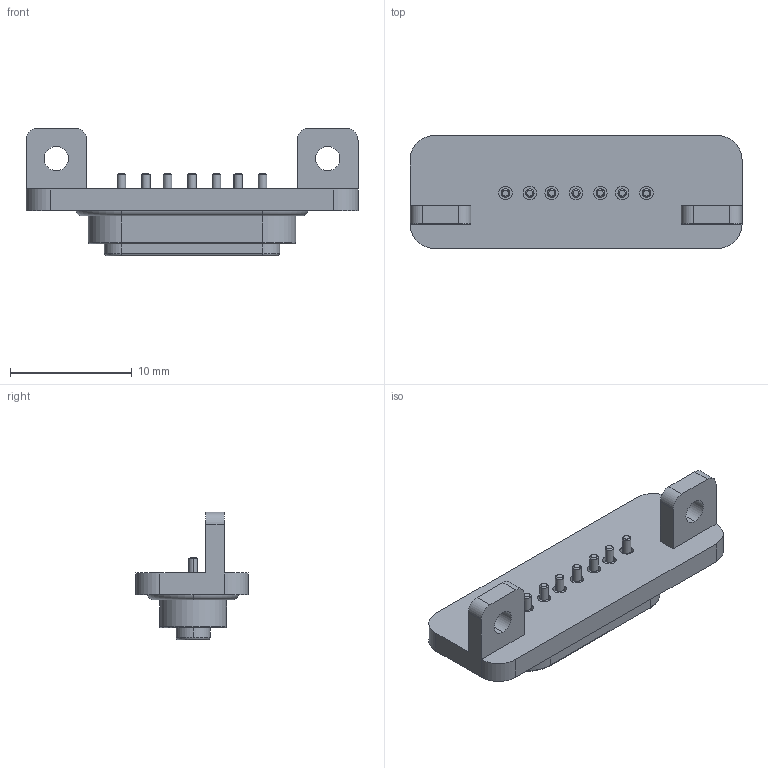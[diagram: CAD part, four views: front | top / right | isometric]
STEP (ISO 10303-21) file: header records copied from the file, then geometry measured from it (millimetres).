
FILE_DESCRIPTION (( 'STEP AP214' ), '1' );
FILE_NAME ('686C0731210123E.STEP', '2023-04-27T20:05:58', ( '' ), ( '' ), 'SwSTEP 2.0', 'SolidWorks 2020', '' );
FILE_SCHEMA (( 'AUTOMOTIVE_DESIGN' ));
Length unit declared in the file: millimetre
Products named in the file (1): 686C0731210123E
Bounding box: 27.3 x 9.28 x 10.5 mm (x, y, z)
Volume: 794.1 mm3; surface area: 1281.8 mm2
Topology: 9 solids, 10 shells, 154 faces, 350 edges, 217 vertices
Faces by surface type: cylinder 60, plane 50, cone 31, torus 13
Entity records: 5878 total; most frequent: DIRECTION 827, CARTESIAN_POINT 708, ORIENTED_EDGE 672, AXIS2_PLACEMENT_3D 336, EDGE_CURVE 336, VERTEX_POINT 217, CIRCLE 181, EDGE_LOOP 177
